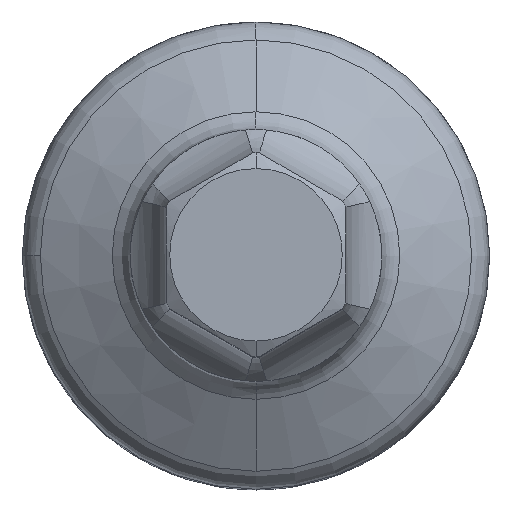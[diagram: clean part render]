
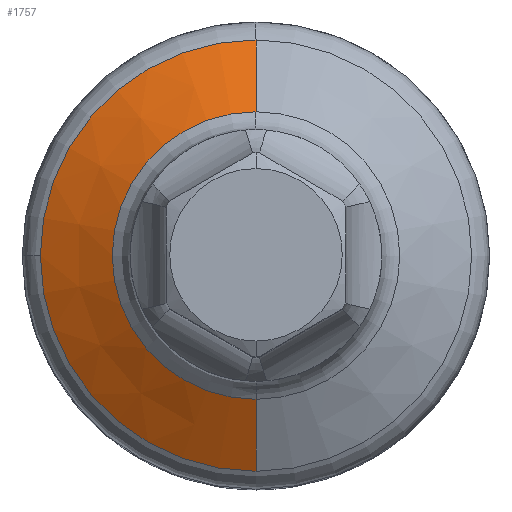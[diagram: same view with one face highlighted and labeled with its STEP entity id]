
A CAD part, top view. The second image highlights one B-rep face of the part: STEP entity #1757.
In plain terms, the highlighted conical face has half-angle 60 degrees and reference radius 5 mm.
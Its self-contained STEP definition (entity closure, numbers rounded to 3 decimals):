
#484=CARTESIAN_POINT('',(0.,0.,12.289));
#485=DIRECTION('',(0.,0.,-1.));
#486=DIRECTION('',(0.,-1.,0.));
#487=AXIS2_PLACEMENT_3D('',#484,#485,#486);
#489=CARTESIAN_POINT('',(0.,0.,12.289));
#490=DIRECTION('',(0.,0.,-1.));
#491=DIRECTION('',(-1.,0.,0.));
#492=AXIS2_PLACEMENT_3D('',#489,#490,#491);
#494=DIRECTION('',(0.,0.866,-0.5));
#495=VECTOR('',#494,2.309);
#496=CARTESIAN_POINT('',(0.,4.,13.443));
#497=LINE('',#496,#495);
#498=CARTESIAN_POINT('',(0.,0.,13.443));
#499=DIRECTION('',(0.,0.,-1.));
#500=DIRECTION('',(0.,-1.,0.));
#501=AXIS2_PLACEMENT_3D('',#498,#499,#500);
#503=DIRECTION('',(0.,-0.866,-0.5));
#504=VECTOR('',#503,2.309);
#505=CARTESIAN_POINT('',(0.,-4.,13.443));
#506=LINE('',#505,#504);
#1261=CARTESIAN_POINT('',(0.,-4.,13.443));
#1262=CARTESIAN_POINT('',(0.,4.,13.443));
#1263=VERTEX_POINT('',#1261);
#1264=VERTEX_POINT('',#1262);
#1265=CARTESIAN_POINT('',(0.,-6.,12.289));
#1266=CARTESIAN_POINT('',(-6.,0.,12.289));
#1267=VERTEX_POINT('',#1265);
#1268=VERTEX_POINT('',#1266);
#1273=CARTESIAN_POINT('',(0.,6.,12.289));
#1274=VERTEX_POINT('',#1273);
#1741=CARTESIAN_POINT('',(0.,0.,12.866));
#1742=DIRECTION('',(0.,0.,-1.));
#1743=DIRECTION('',(0.,-1.,0.));
#1744=AXIS2_PLACEMENT_3D('',#1741,#1742,#1743);
#1745=CONICAL_SURFACE('',#1744,5.,60.);
#1747=ORIENTED_EDGE('',*,*,#1746,.T.);
#1749=ORIENTED_EDGE('',*,*,#1748,.T.);
#1751=ORIENTED_EDGE('',*,*,#1750,.F.);
#1752=ORIENTED_EDGE('',*,*,#1527,.F.);
#1754=ORIENTED_EDGE('',*,*,#1753,.T.);
#1755=EDGE_LOOP('',(#1747,#1749,#1751,#1752,#1754));
#1756=FACE_OUTER_BOUND('',#1755,.F.);
#1757=ADVANCED_FACE('',(#1756),#1745,.T.);
#488=CIRCLE('',#487,6.);
#493=CIRCLE('',#492,6.);
#502=CIRCLE('',#501,4.);
#1527=EDGE_CURVE('',#1263,#1264,#502,.T.);
#1746=EDGE_CURVE('',#1267,#1268,#488,.T.);
#1748=EDGE_CURVE('',#1268,#1274,#493,.T.);
#1750=EDGE_CURVE('',#1264,#1274,#497,.T.);
#1753=EDGE_CURVE('',#1263,#1267,#506,.T.);
